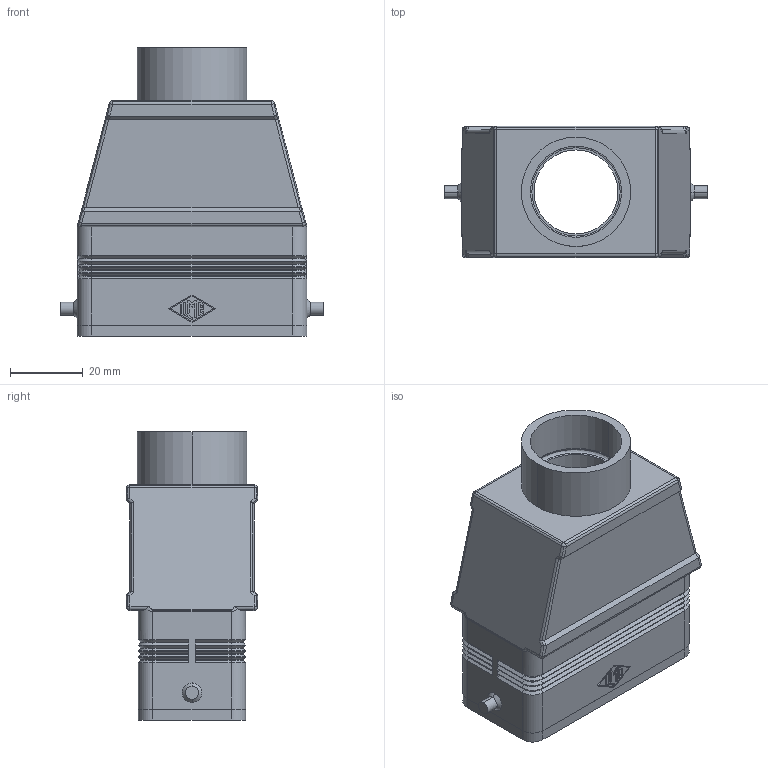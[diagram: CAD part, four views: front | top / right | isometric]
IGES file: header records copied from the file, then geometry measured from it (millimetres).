
Global section: file name: No Iges File Name specified; native system: AutoDesk Inventor R6.1; preprocessor: AutoDesk Inventor Iges Exporter R6.1; author: No Author specified; organization: No Organization specified; date: 20061212.094411; units: millimetre
Bounding box: 72 x 36 x 79 mm (x, y, z)
Volume: 51721.8 mm3; surface area: 27540.9 mm2
Topology: 1 solids, 1 shells, 406 faces, 997 edges, 598 vertices
Faces by surface type: plane 166, cylinder 104, revolution 54, bspline 40, cone 34, sphere 8
